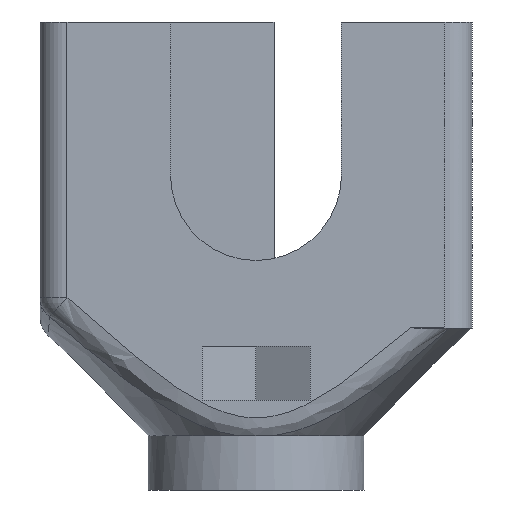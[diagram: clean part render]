
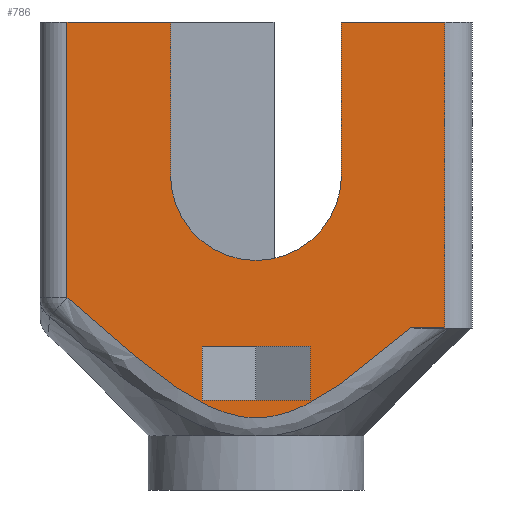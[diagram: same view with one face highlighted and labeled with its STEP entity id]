
A CAD part, left-side view. The second image highlights one B-rep face of the part: STEP entity #786.
In plain terms, the highlighted planar face has unit normal (-1, 0, 0).
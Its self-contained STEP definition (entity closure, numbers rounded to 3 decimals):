
#18=FACE_BOUND('',#119,.T.);
#26=PLANE('',#870);
#71=FACE_OUTER_BOUND('',#118,.T.);
#118=EDGE_LOOP('',(#616,#617,#618,#619,#620,#621,#622,#623,#624));
#119=EDGE_LOOP('',(#625,#626,#627,#628));
#172=LINE('',#1359,#240);
#178=LINE('',#1388,#246);
#180=LINE('',#1394,#248);
#182=LINE('',#1408,#250);
#183=LINE('',#1412,#251);
#184=LINE('',#1414,#252);
#185=LINE('',#1416,#253);
#186=LINE('',#1432,#254);
#187=LINE('',#1434,#255);
#188=LINE('',#1436,#256);
#189=LINE('',#1437,#257);
#240=VECTOR('',#1008,10.);
#246=VECTOR('',#1020,10.);
#248=VECTOR('',#1026,10.);
#250=VECTOR('',#1030,10.);
#251=VECTOR('',#1033,10.);
#252=VECTOR('',#1034,10.);
#253=VECTOR('',#1035,10.);
#254=VECTOR('',#1036,10.);
#255=VECTOR('',#1037,10.);
#256=VECTOR('',#1038,10.);
#257=VECTOR('',#1039,10.);
#307=CIRCLE('',#871,4.75);
#329=B_SPLINE_CURVE_WITH_KNOTS('',3,(#1417,#1418,#1419,#1420,#1421,#1422,
#1423,#1424,#1425,#1426,#1427,#1428,#1429),.UNSPECIFIED.,.F.,.F.,(4,1,1,
1,1,1,1,1,1,1,4),(0.664,0.852,1.201,
1.375,1.462,1.55,1.724,1.898,
2.247,2.596,2.944),.UNSPECIFIED.);
#369=VERTEX_POINT('',#1356);
#370=VERTEX_POINT('',#1358);
#376=VERTEX_POINT('',#1387);
#378=VERTEX_POINT('',#1393);
#379=VERTEX_POINT('',#1407);
#380=VERTEX_POINT('',#1409);
#381=VERTEX_POINT('',#1411);
#382=VERTEX_POINT('',#1413);
#383=VERTEX_POINT('',#1415);
#384=VERTEX_POINT('',#1430);
#385=VERTEX_POINT('',#1431);
#386=VERTEX_POINT('',#1433);
#387=VERTEX_POINT('',#1435);
#457=EDGE_CURVE('',#369,#370,#172,.F.);
#465=EDGE_CURVE('',#370,#376,#178,.T.);
#468=EDGE_CURVE('',#376,#378,#180,.T.);
#471=EDGE_CURVE('',#369,#379,#182,.T.);
#472=EDGE_CURVE('',#379,#380,#307,.T.);
#473=EDGE_CURVE('',#380,#381,#183,.T.);
#474=EDGE_CURVE('',#382,#381,#184,.F.);
#475=EDGE_CURVE('',#383,#382,#185,.T.);
#476=EDGE_CURVE('',#378,#383,#329,.T.);
#477=EDGE_CURVE('',#384,#385,#186,.T.);
#478=EDGE_CURVE('',#385,#386,#187,.T.);
#479=EDGE_CURVE('',#386,#387,#188,.T.);
#480=EDGE_CURVE('',#387,#384,#189,.T.);
#616=ORIENTED_EDGE('',*,*,#465,.F.);
#617=ORIENTED_EDGE('',*,*,#457,.F.);
#618=ORIENTED_EDGE('',*,*,#471,.T.);
#619=ORIENTED_EDGE('',*,*,#472,.T.);
#620=ORIENTED_EDGE('',*,*,#473,.T.);
#621=ORIENTED_EDGE('',*,*,#474,.F.);
#622=ORIENTED_EDGE('',*,*,#475,.F.);
#623=ORIENTED_EDGE('',*,*,#476,.F.);
#624=ORIENTED_EDGE('',*,*,#468,.F.);
#625=ORIENTED_EDGE('',*,*,#477,.T.);
#626=ORIENTED_EDGE('',*,*,#478,.T.);
#627=ORIENTED_EDGE('',*,*,#479,.T.);
#628=ORIENTED_EDGE('',*,*,#480,.T.);
#786=ADVANCED_FACE('',(#71,#18),#26,.T.);
#870=AXIS2_PLACEMENT_3D('',#1406,#1028,#1029);
#871=AXIS2_PLACEMENT_3D('',#1410,#1031,#1032);
#1008=DIRECTION('',(0.,1.,0.));
#1020=DIRECTION('',(0.,0.,-1.));
#1026=DIRECTION('',(0.,1.,0.));
#1028=DIRECTION('center_axis',(-1.,0.,0.));
#1029=DIRECTION('ref_axis',(0.,-1.,0.));
#1030=DIRECTION('',(0.,0.,-1.));
#1031=DIRECTION('center_axis',(1.,0.,0.));
#1032=DIRECTION('ref_axis',(0.,1.,0.));
#1033=DIRECTION('',(0.,0.,1.));
#1034=DIRECTION('',(0.,1.,0.));
#1035=DIRECTION('',(0.,0.,1.));
#1036=DIRECTION('',(0.,1.,0.));
#1037=DIRECTION('',(0.,0.,1.));
#1038=DIRECTION('',(0.,-1.,0.));
#1039=DIRECTION('',(0.,0.,-1.));
#1356=CARTESIAN_POINT('',(-6.375,-4.75,24.));
#1358=CARTESIAN_POINT('',(-6.375,-10.5,24.));
#1359=CARTESIAN_POINT('',(-6.375,6.,24.));
#1387=CARTESIAN_POINT('',(-6.375,-10.5,7.));
#1388=CARTESIAN_POINT('',(-6.375,-10.5,7.));
#1393=CARTESIAN_POINT('',(-6.375,-8.59,7.));
#1394=CARTESIAN_POINT('',(-6.375,6.,7.));
#1406=CARTESIAN_POINT('Origin',(-6.375,12.,7.));
#1407=CARTESIAN_POINT('',(-6.375,-4.75,15.5));
#1408=CARTESIAN_POINT('',(-6.375,-4.75,15.5));
#1409=CARTESIAN_POINT('',(-6.375,4.75,15.5));
#1410=CARTESIAN_POINT('Origin',(-6.375,0.,15.5));
#1411=CARTESIAN_POINT('',(-6.375,4.75,24.));
#1412=CARTESIAN_POINT('',(-6.375,4.75,11.25));
#1413=CARTESIAN_POINT('',(-6.375,10.5,24.));
#1414=CARTESIAN_POINT('',(-6.375,6.,24.));
#1415=CARTESIAN_POINT('',(-6.375,10.5,8.697));
#1416=CARTESIAN_POINT('',(-6.375,10.5,7.));
#1417=CARTESIAN_POINT('Ctrl Pts',(-6.375,-8.59,7.));
#1418=CARTESIAN_POINT('Ctrl Pts',(-6.375,-8.116,6.589));
#1419=CARTESIAN_POINT('Ctrl Pts',(-6.375,-6.753,5.431));
#1420=CARTESIAN_POINT('Ctrl Pts',(-6.375,-4.886,3.965));
#1421=CARTESIAN_POINT('Ctrl Pts',(-6.375,-3.148,2.901));
#1422=CARTESIAN_POINT('Ctrl Pts',(-6.375,-2.09,2.417));
#1423=CARTESIAN_POINT('Ctrl Pts',(-6.375,-0.986,2.051));
#1424=CARTESIAN_POINT('Ctrl Pts',(-6.375,0.487,1.919));
#1425=CARTESIAN_POINT('Ctrl Pts',(-6.375,2.749,2.572));
#1426=CARTESIAN_POINT('Ctrl Pts',(-6.375,5.192,4.183));
#1427=CARTESIAN_POINT('Ctrl Pts',(-6.375,7.9,6.369));
#1428=CARTESIAN_POINT('Ctrl Pts',(-6.375,9.639,7.917));
#1429=CARTESIAN_POINT('Ctrl Pts',(-6.375,10.5,8.697));
#1430=CARTESIAN_POINT('',(-6.375,-3.,3.));
#1431=CARTESIAN_POINT('',(-6.375,3.,3.));
#1432=CARTESIAN_POINT('',(-6.375,6.,3.));
#1433=CARTESIAN_POINT('',(-6.375,3.,6.));
#1434=CARTESIAN_POINT('',(-6.375,3.,5.5));
#1435=CARTESIAN_POINT('',(-6.375,-3.,6.));
#1436=CARTESIAN_POINT('',(-6.375,6.,6.));
#1437=CARTESIAN_POINT('',(-6.375,-3.,5.5));
